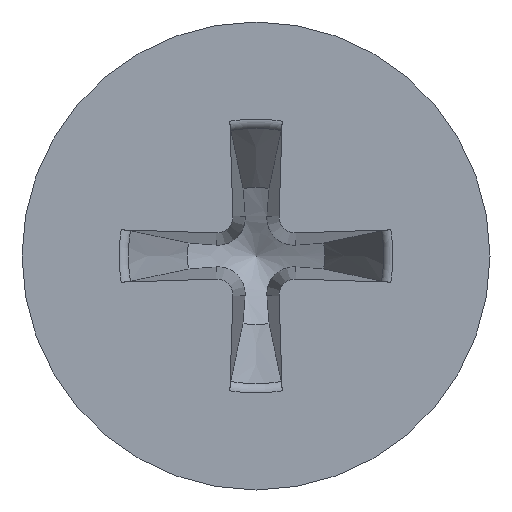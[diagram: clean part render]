
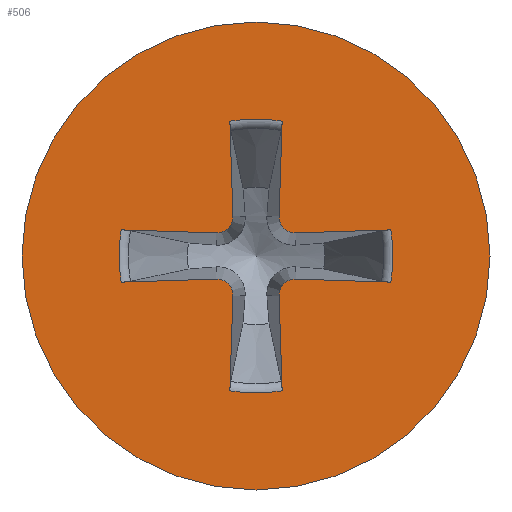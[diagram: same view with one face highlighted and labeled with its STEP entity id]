
A CAD part, left-side view. The second image highlights one B-rep face of the part: STEP entity #506.
In plain terms, the highlighted planar face has unit normal (-1, 0, 0).
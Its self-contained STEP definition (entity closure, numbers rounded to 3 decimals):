
#15=FACE_BOUND('',#116,.T.);
#57=PLANE('',#581);
#86=FACE_OUTER_BOUND('',#115,.T.);
#115=EDGE_LOOP('',(#440));
#116=EDGE_LOOP('',(#441,#442,#443,#444,#445,#446,#447,#448,#449,#450,#451,
#452,#453,#454,#455,#456));
#129=LINE('',#941,#152);
#130=LINE('',#946,#153);
#131=LINE('',#951,#154);
#132=LINE('',#956,#155);
#134=LINE('',#977,#157);
#135=LINE('',#982,#158);
#136=LINE('',#987,#159);
#137=LINE('',#992,#160);
#152=VECTOR('',#668,10.);
#153=VECTOR('',#671,10.);
#154=VECTOR('',#674,10.);
#155=VECTOR('',#677,10.);
#157=VECTOR('',#685,10.);
#158=VECTOR('',#688,10.);
#159=VECTOR('',#691,10.);
#160=VECTOR('',#694,10.);
#171=CIRCLE('',#542,2.727);
#174=CIRCLE('',#547,2.727);
#178=CIRCLE('',#553,2.727);
#181=CIRCLE('',#558,2.727);
#183=CIRCLE('',#562,0.317);
#184=CIRCLE('',#564,0.317);
#185=CIRCLE('',#566,0.317);
#186=CIRCLE('',#572,0.317);
#189=CIRCLE('',#582,4.65);
#195=VERTEX_POINT('',#735);
#198=VERTEX_POINT('',#747);
#201=VERTEX_POINT('',#768);
#204=VERTEX_POINT('',#780);
#208=VERTEX_POINT('',#803);
#211=VERTEX_POINT('',#815);
#214=VERTEX_POINT('',#836);
#217=VERTEX_POINT('',#848);
#222=VERTEX_POINT('',#885);
#223=VERTEX_POINT('',#887);
#226=VERTEX_POINT('',#907);
#227=VERTEX_POINT('',#909);
#230=VERTEX_POINT('',#929);
#231=VERTEX_POINT('',#931);
#233=VERTEX_POINT('',#939);
#235=VERTEX_POINT('',#973);
#239=VERTEX_POINT('',#1006);
#250=EDGE_CURVE('',#198,#195,#171,.T.);
#257=EDGE_CURVE('',#204,#201,#174,.T.);
#265=EDGE_CURVE('',#211,#208,#178,.T.);
#272=EDGE_CURVE('',#217,#214,#181,.T.);
#278=EDGE_CURVE('',#223,#222,#183,.T.);
#282=EDGE_CURVE('',#227,#226,#184,.T.);
#286=EDGE_CURVE('',#231,#230,#185,.T.);
#290=EDGE_CURVE('',#217,#233,#129,.T.);
#292=EDGE_CURVE('',#211,#223,#130,.T.);
#294=EDGE_CURVE('',#198,#231,#131,.T.);
#296=EDGE_CURVE('',#204,#227,#132,.T.);
#299=EDGE_CURVE('',#233,#235,#186,.T.);
#300=EDGE_CURVE('',#208,#235,#134,.T.);
#302=EDGE_CURVE('',#201,#222,#135,.T.);
#304=EDGE_CURVE('',#214,#230,#136,.T.);
#306=EDGE_CURVE('',#195,#226,#137,.T.);
#312=EDGE_CURVE('',#239,#239,#189,.T.);
#440=ORIENTED_EDGE('',*,*,#312,.F.);
#441=ORIENTED_EDGE('',*,*,#294,.T.);
#442=ORIENTED_EDGE('',*,*,#286,.T.);
#443=ORIENTED_EDGE('',*,*,#304,.F.);
#444=ORIENTED_EDGE('',*,*,#272,.F.);
#445=ORIENTED_EDGE('',*,*,#290,.T.);
#446=ORIENTED_EDGE('',*,*,#299,.T.);
#447=ORIENTED_EDGE('',*,*,#300,.F.);
#448=ORIENTED_EDGE('',*,*,#265,.F.);
#449=ORIENTED_EDGE('',*,*,#292,.T.);
#450=ORIENTED_EDGE('',*,*,#278,.T.);
#451=ORIENTED_EDGE('',*,*,#302,.F.);
#452=ORIENTED_EDGE('',*,*,#257,.F.);
#453=ORIENTED_EDGE('',*,*,#296,.T.);
#454=ORIENTED_EDGE('',*,*,#282,.T.);
#455=ORIENTED_EDGE('',*,*,#306,.F.);
#456=ORIENTED_EDGE('',*,*,#250,.F.);
#506=ADVANCED_FACE('',(#86,#15),#57,.T.);
#542=AXIS2_PLACEMENT_3D('',#756,#609,#610);
#547=AXIS2_PLACEMENT_3D('',#789,#619,#620);
#553=AXIS2_PLACEMENT_3D('',#824,#631,#632);
#558=AXIS2_PLACEMENT_3D('',#857,#641,#642);
#562=AXIS2_PLACEMENT_3D('',#888,#650,#651);
#564=AXIS2_PLACEMENT_3D('',#910,#656,#657);
#566=AXIS2_PLACEMENT_3D('',#932,#662,#663);
#572=AXIS2_PLACEMENT_3D('',#975,#681,#682);
#581=AXIS2_PLACEMENT_3D('',#1005,#705,#706);
#582=AXIS2_PLACEMENT_3D('',#1007,#707,#708);
#609=DIRECTION('center_axis',(-1.,0.,0.));
#610=DIRECTION('ref_axis',(0.,0.,-1.));
#619=DIRECTION('center_axis',(-1.,0.,0.));
#620=DIRECTION('ref_axis',(0.,-1.,0.));
#631=DIRECTION('center_axis',(-1.,0.,0.));
#632=DIRECTION('ref_axis',(0.,0.,1.));
#641=DIRECTION('center_axis',(-1.,0.,0.));
#642=DIRECTION('ref_axis',(0.,1.,0.));
#650=DIRECTION('center_axis',(-1.,0.,0.));
#651=DIRECTION('ref_axis',(0.,0.999,0.032));
#656=DIRECTION('center_axis',(-1.,0.,0.));
#657=DIRECTION('ref_axis',(0.,-0.032,0.999));
#662=DIRECTION('center_axis',(-1.,0.,0.));
#663=DIRECTION('ref_axis',(0.,-0.999,-0.032));
#668=DIRECTION('',(0.,-0.999,-0.032));
#671=DIRECTION('',(0.,0.032,-0.999));
#674=DIRECTION('',(0.,-0.032,0.999));
#677=DIRECTION('',(0.,0.999,0.032));
#681=DIRECTION('center_axis',(-1.,0.,0.));
#682=DIRECTION('ref_axis',(0.,0.032,-0.999));
#685=DIRECTION('',(0.,-0.032,-0.999));
#688=DIRECTION('',(0.,0.999,-0.032));
#691=DIRECTION('',(0.,-0.999,0.032));
#694=DIRECTION('',(0.,0.032,0.999));
#705=DIRECTION('center_axis',(-1.,0.,0.));
#706=DIRECTION('ref_axis',(0.,0.,1.));
#707=DIRECTION('center_axis',(1.,0.,0.));
#708=DIRECTION('ref_axis',(0.,1.,0.));
#735=CARTESIAN_POINT('',(0.,-0.519,-2.678));
#747=CARTESIAN_POINT('',(0.,0.519,-2.678));
#756=CARTESIAN_POINT('Origin',(0.,0.,
0.));
#768=CARTESIAN_POINT('',(0.,-2.678,0.519));
#780=CARTESIAN_POINT('',(0.,-2.678,-0.519));
#789=CARTESIAN_POINT('Origin',(0.,0.,
0.));
#803=CARTESIAN_POINT('',(0.,0.519,2.678));
#815=CARTESIAN_POINT('',(0.,-0.519,2.678));
#824=CARTESIAN_POINT('Origin',(0.,0.,
0.));
#836=CARTESIAN_POINT('',(0.,2.678,-0.519));
#848=CARTESIAN_POINT('',(0.,2.678,0.519));
#857=CARTESIAN_POINT('Origin',(0.,0.,
0.));
#885=CARTESIAN_POINT('',(0.,-0.786,0.459));
#887=CARTESIAN_POINT('',(0.,-0.459,0.786));
#888=CARTESIAN_POINT('Origin',(0.,-0.776,
0.776));
#907=CARTESIAN_POINT('',(0.,-0.459,-0.786));
#909=CARTESIAN_POINT('',(0.,-0.786,-0.459));
#910=CARTESIAN_POINT('Origin',(0.,-0.776,
-0.776));
#929=CARTESIAN_POINT('',(0.,0.786,-0.459));
#931=CARTESIAN_POINT('',(0.,0.459,-0.786));
#932=CARTESIAN_POINT('Origin',(0.,0.776,-0.776));
#939=CARTESIAN_POINT('',(0.,0.786,0.459));
#941=CARTESIAN_POINT('',(0.,2.548,0.515));
#946=CARTESIAN_POINT('',(0.,-0.515,2.548));
#951=CARTESIAN_POINT('',(0.,0.515,-2.548));
#956=CARTESIAN_POINT('',(0.,-2.548,-0.515));
#973=CARTESIAN_POINT('',(0.,0.459,0.786));
#975=CARTESIAN_POINT('Origin',(0.,0.776,0.776));
#977=CARTESIAN_POINT('',(0.,0.448,0.444));
#982=CARTESIAN_POINT('',(0.,1.425,0.388));
#987=CARTESIAN_POINT('',(0.,2.197,-0.504));
#992=CARTESIAN_POINT('',(0.,-0.444,-0.328));
#1005=CARTESIAN_POINT('Origin',(0.,3.625,0.));
#1006=CARTESIAN_POINT('',(0.,-4.65,0.));
#1007=CARTESIAN_POINT('Origin',(0.,0.,
0.));
